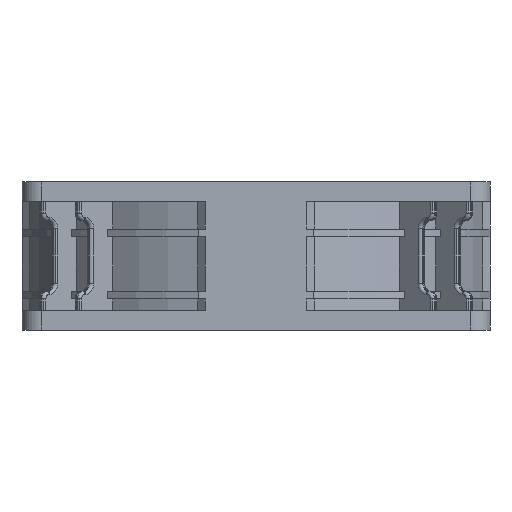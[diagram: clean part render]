
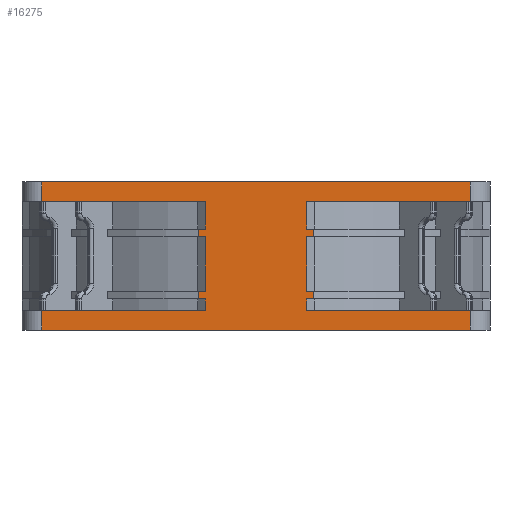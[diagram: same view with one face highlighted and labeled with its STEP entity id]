
A CAD part, left-side view. The second image highlights one B-rep face of the part: STEP entity #16275.
In plain terms, the highlighted planar face has unit normal (-1, 0, 0).
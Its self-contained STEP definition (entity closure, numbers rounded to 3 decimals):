
#57=DIRECTION('',(0.,-1.,0.));
#58=VECTOR('',#57,110.);
#59=CARTESIAN_POINT('',(-60.,55.,-38.));
#60=LINE('',#59,#58);
#1990=DIRECTION('',(0.,1.,0.));
#1991=VECTOR('',#1990,110.);
#1992=CARTESIAN_POINT('',(-60.,-55.,0.));
#1993=LINE('',#1992,#1991);
#3304=DIRECTION('',(0.,0.,-1.));
#3305=VECTOR('',#3304,5.);
#3306=CARTESIAN_POINT('',(-60.,55.,0.));
#3307=LINE('',#3306,#3305);
#3312=DIRECTION('',(0.,1.,0.));
#3313=VECTOR('',#3312,1.807);
#3314=CARTESIAN_POINT('',(-60.,-14.807,-14.1));
#3315=LINE('',#3314,#3313);
#3316=DIRECTION('',(0.,0.,-1.));
#3317=VECTOR('',#3316,13.9);
#3318=CARTESIAN_POINT('',(-60.,-13.,-14.1));
#3319=LINE('',#3318,#3317);
#3320=DIRECTION('',(0.,-1.,0.));
#3321=VECTOR('',#3320,1.807);
#3322=CARTESIAN_POINT('',(-60.,-13.,-28.));
#3323=LINE('',#3322,#3321);
#3324=DIRECTION('',(0.,1.,0.));
#3325=VECTOR('',#3324,1.807);
#3326=CARTESIAN_POINT('',(-60.,-14.807,-30.));
#3327=LINE('',#3326,#3325);
#3328=DIRECTION('',(0.,0.,-1.));
#3329=VECTOR('',#3328,3.);
#3330=CARTESIAN_POINT('',(-60.,-13.,-30.));
#3331=LINE('',#3330,#3329);
#3332=DIRECTION('',(0.,-1.,0.));
#3333=VECTOR('',#3332,42.);
#3334=CARTESIAN_POINT('',(-60.,-13.,-33.));
#3335=LINE('',#3334,#3333);
#3336=DIRECTION('',(0.,-1.,0.));
#3337=VECTOR('',#3336,42.);
#3338=CARTESIAN_POINT('',(-60.,55.,-33.));
#3339=LINE('',#3338,#3337);
#3340=DIRECTION('',(0.,0.,1.));
#3341=VECTOR('',#3340,3.);
#3342=CARTESIAN_POINT('',(-60.,13.,-33.));
#3343=LINE('',#3342,#3341);
#3344=DIRECTION('',(0.,1.,0.));
#3345=VECTOR('',#3344,1.807);
#3346=CARTESIAN_POINT('',(-60.,13.,-30.));
#3347=LINE('',#3346,#3345);
#3348=DIRECTION('',(0.,-1.,0.));
#3349=VECTOR('',#3348,1.807);
#3350=CARTESIAN_POINT('',(-60.,14.807,-28.));
#3351=LINE('',#3350,#3349);
#3352=DIRECTION('',(0.,0.,1.));
#3353=VECTOR('',#3352,13.9);
#3354=CARTESIAN_POINT('',(-60.,13.,-28.));
#3355=LINE('',#3354,#3353);
#3356=DIRECTION('',(0.,1.,0.));
#3357=VECTOR('',#3356,1.807);
#3358=CARTESIAN_POINT('',(-60.,13.,-14.1));
#3359=LINE('',#3358,#3357);
#3360=DIRECTION('',(0.,-1.,0.));
#3361=VECTOR('',#3360,1.807);
#3362=CARTESIAN_POINT('',(-60.,14.807,-12.1));
#3363=LINE('',#3362,#3361);
#3364=DIRECTION('',(0.,0.,1.));
#3365=VECTOR('',#3364,7.1);
#3366=CARTESIAN_POINT('',(-60.,13.,-12.1));
#3367=LINE('',#3366,#3365);
#3368=DIRECTION('',(0.,1.,0.));
#3369=VECTOR('',#3368,42.);
#3370=CARTESIAN_POINT('',(-60.,13.,-5.));
#3371=LINE('',#3370,#3369);
#3372=DIRECTION('',(0.,1.,0.));
#3373=VECTOR('',#3372,42.);
#3374=CARTESIAN_POINT('',(-60.,-55.,-5.));
#3375=LINE('',#3374,#3373);
#3376=DIRECTION('',(0.,0.,-1.));
#3377=VECTOR('',#3376,7.1);
#3378=CARTESIAN_POINT('',(-60.,-13.,-5.));
#3379=LINE('',#3378,#3377);
#3380=DIRECTION('',(0.,-1.,0.));
#3381=VECTOR('',#3380,1.807);
#3382=CARTESIAN_POINT('',(-60.,-13.,-12.1));
#3383=LINE('',#3382,#3381);
#3560=DIRECTION('',(0.,0.,1.));
#3561=VECTOR('',#3560,2.);
#3562=CARTESIAN_POINT('',(-60.,-14.807,-14.1));
#3563=LINE('',#3562,#3561);
#3572=DIRECTION('',(0.,0.,1.));
#3573=VECTOR('',#3572,5.);
#3574=CARTESIAN_POINT('',(-60.,-55.,-5.));
#3575=LINE('',#3574,#3573);
#4780=DIRECTION('',(0.,0.,1.));
#4781=VECTOR('',#4780,5.);
#4782=CARTESIAN_POINT('',(-60.,-55.,-38.));
#4783=LINE('',#4782,#4781);
#4906=DIRECTION('',(0.,0.,1.));
#4907=VECTOR('',#4906,2.);
#4908=CARTESIAN_POINT('',(-60.,-14.807,-30.));
#4909=LINE('',#4908,#4907);
#5748=DIRECTION('',(0.,0.,-1.));
#5749=VECTOR('',#5748,5.);
#5750=CARTESIAN_POINT('',(-60.,55.,-33.));
#5751=LINE('',#5750,#5749);
#6254=DIRECTION('',(0.,0.,-1.));
#6255=VECTOR('',#6254,2.);
#6256=CARTESIAN_POINT('',(-60.,14.807,-12.1));
#6257=LINE('',#6256,#6255);
#6306=DIRECTION('',(0.,0.,-1.));
#6307=VECTOR('',#6306,2.);
#6308=CARTESIAN_POINT('',(-60.,14.807,-28.));
#6309=LINE('',#6308,#6307);
#9885=CARTESIAN_POINT('',(-60.,55.,-38.));
#9886=VERTEX_POINT('',#9885);
#9887=CARTESIAN_POINT('',(-60.,-55.,-38.));
#9888=VERTEX_POINT('',#9887);
#10492=CARTESIAN_POINT('',(-60.,-55.,0.));
#10493=VERTEX_POINT('',#10492);
#10494=CARTESIAN_POINT('',(-60.,55.,0.));
#10495=VERTEX_POINT('',#10494);
#10980=CARTESIAN_POINT('',(-60.,55.,-5.));
#10981=VERTEX_POINT('',#10980);
#10982=CARTESIAN_POINT('',(-60.,13.,-5.));
#10983=VERTEX_POINT('',#10982);
#11008=CARTESIAN_POINT('',(-60.,-14.807,-14.1));
#11009=CARTESIAN_POINT('',(-60.,-13.,-14.1));
#11010=VERTEX_POINT('',#11008);
#11011=VERTEX_POINT('',#11009);
#11012=CARTESIAN_POINT('',(-60.,-13.,-28.));
#11013=VERTEX_POINT('',#11012);
#11014=CARTESIAN_POINT('',(-60.,-14.807,-28.));
#11015=VERTEX_POINT('',#11014);
#11016=CARTESIAN_POINT('',(-60.,-14.807,-30.));
#11017=VERTEX_POINT('',#11016);
#11018=CARTESIAN_POINT('',(-60.,-13.,-30.));
#11019=VERTEX_POINT('',#11018);
#11020=CARTESIAN_POINT('',(-60.,-13.,-33.));
#11021=VERTEX_POINT('',#11020);
#11022=CARTESIAN_POINT('',(-60.,-55.,-33.));
#11023=VERTEX_POINT('',#11022);
#11024=CARTESIAN_POINT('',(-60.,55.,-33.));
#11025=VERTEX_POINT('',#11024);
#11026=CARTESIAN_POINT('',(-60.,13.,-33.));
#11027=VERTEX_POINT('',#11026);
#11028=CARTESIAN_POINT('',(-60.,13.,-30.));
#11029=VERTEX_POINT('',#11028);
#11030=CARTESIAN_POINT('',(-60.,14.807,-30.));
#11031=VERTEX_POINT('',#11030);
#11032=CARTESIAN_POINT('',(-60.,14.807,-28.));
#11033=VERTEX_POINT('',#11032);
#11034=CARTESIAN_POINT('',(-60.,13.,-28.));
#11035=VERTEX_POINT('',#11034);
#11036=CARTESIAN_POINT('',(-60.,13.,-14.1));
#11037=VERTEX_POINT('',#11036);
#11038=CARTESIAN_POINT('',(-60.,14.807,-14.1));
#11039=VERTEX_POINT('',#11038);
#11040=CARTESIAN_POINT('',(-60.,14.807,-12.1));
#11041=VERTEX_POINT('',#11040);
#11042=CARTESIAN_POINT('',(-60.,13.,-12.1));
#11043=VERTEX_POINT('',#11042);
#11044=CARTESIAN_POINT('',(-60.,-55.,-5.));
#11045=VERTEX_POINT('',#11044);
#11046=CARTESIAN_POINT('',(-60.,-13.,-5.));
#11047=VERTEX_POINT('',#11046);
#11048=CARTESIAN_POINT('',(-60.,-13.,-12.1));
#11049=VERTEX_POINT('',#11048);
#11050=CARTESIAN_POINT('',(-60.,-14.807,-12.1));
#11051=VERTEX_POINT('',#11050);
#16216=CARTESIAN_POINT('',(-60.,-60.,0.));
#16217=DIRECTION('',(-1.,0.,0.));
#16218=DIRECTION('',(0.,-1.,0.));
#16219=AXIS2_PLACEMENT_3D('',#16216,#16217,#16218);
#16220=PLANE('',#16219);
#16222=ORIENTED_EDGE('',*,*,#16221,.T.);
#16224=ORIENTED_EDGE('',*,*,#16223,.T.);
#16226=ORIENTED_EDGE('',*,*,#16225,.T.);
#16228=ORIENTED_EDGE('',*,*,#16227,.F.);
#16230=ORIENTED_EDGE('',*,*,#16229,.T.);
#16232=ORIENTED_EDGE('',*,*,#16231,.T.);
#16234=ORIENTED_EDGE('',*,*,#16233,.T.);
#16236=ORIENTED_EDGE('',*,*,#16235,.F.);
#16237=ORIENTED_EDGE('',*,*,#12632,.F.);
#16239=ORIENTED_EDGE('',*,*,#16238,.F.);
#16241=ORIENTED_EDGE('',*,*,#16240,.T.);
#16243=ORIENTED_EDGE('',*,*,#16242,.T.);
#16245=ORIENTED_EDGE('',*,*,#16244,.T.);
#16247=ORIENTED_EDGE('',*,*,#16246,.F.);
#16249=ORIENTED_EDGE('',*,*,#16248,.T.);
#16251=ORIENTED_EDGE('',*,*,#16250,.T.);
#16253=ORIENTED_EDGE('',*,*,#16252,.T.);
#16255=ORIENTED_EDGE('',*,*,#16254,.F.);
#16257=ORIENTED_EDGE('',*,*,#16256,.T.);
#16259=ORIENTED_EDGE('',*,*,#16258,.T.);
#16260=ORIENTED_EDGE('',*,*,#16114,.T.);
#16261=ORIENTED_EDGE('',*,*,#16209,.F.);
#16262=ORIENTED_EDGE('',*,*,#15201,.F.);
#16264=ORIENTED_EDGE('',*,*,#16263,.F.);
#16266=ORIENTED_EDGE('',*,*,#16265,.T.);
#16268=ORIENTED_EDGE('',*,*,#16267,.T.);
#16270=ORIENTED_EDGE('',*,*,#16269,.T.);
#16272=ORIENTED_EDGE('',*,*,#16271,.F.);
#16273=EDGE_LOOP('',(#16222,#16224,#16226,#16228,#16230,#16232,#16234,#16236,
#16237,#16239,#16241,#16243,#16245,#16247,#16249,#16251,#16253,#16255,#16257,
#16259,#16260,#16261,#16262,#16264,#16266,#16268,#16270,#16272));
#16274=FACE_OUTER_BOUND('',#16273,.F.);
#16275=ADVANCED_FACE('',(#16274),#16220,.T.);
#12632=EDGE_CURVE('',#9886,#9888,#60,.T.);
#15201=EDGE_CURVE('',#10493,#10495,#1993,.T.);
#16114=EDGE_CURVE('',#10983,#10981,#3371,.T.);
#16209=EDGE_CURVE('',#10495,#10981,#3307,.T.);
#16221=EDGE_CURVE('',#11010,#11011,#3315,.T.);
#16223=EDGE_CURVE('',#11011,#11013,#3319,.T.);
#16225=EDGE_CURVE('',#11013,#11015,#3323,.T.);
#16227=EDGE_CURVE('',#11017,#11015,#4909,.T.);
#16229=EDGE_CURVE('',#11017,#11019,#3327,.T.);
#16231=EDGE_CURVE('',#11019,#11021,#3331,.T.);
#16233=EDGE_CURVE('',#11021,#11023,#3335,.T.);
#16235=EDGE_CURVE('',#9888,#11023,#4783,.T.);
#16238=EDGE_CURVE('',#11025,#9886,#5751,.T.);
#16240=EDGE_CURVE('',#11025,#11027,#3339,.T.);
#16242=EDGE_CURVE('',#11027,#11029,#3343,.T.);
#16244=EDGE_CURVE('',#11029,#11031,#3347,.T.);
#16246=EDGE_CURVE('',#11033,#11031,#6309,.T.);
#16248=EDGE_CURVE('',#11033,#11035,#3351,.T.);
#16250=EDGE_CURVE('',#11035,#11037,#3355,.T.);
#16252=EDGE_CURVE('',#11037,#11039,#3359,.T.);
#16254=EDGE_CURVE('',#11041,#11039,#6257,.T.);
#16256=EDGE_CURVE('',#11041,#11043,#3363,.T.);
#16258=EDGE_CURVE('',#11043,#10983,#3367,.T.);
#16263=EDGE_CURVE('',#11045,#10493,#3575,.T.);
#16265=EDGE_CURVE('',#11045,#11047,#3375,.T.);
#16267=EDGE_CURVE('',#11047,#11049,#3379,.T.);
#16269=EDGE_CURVE('',#11049,#11051,#3383,.T.);
#16271=EDGE_CURVE('',#11010,#11051,#3563,.T.);
